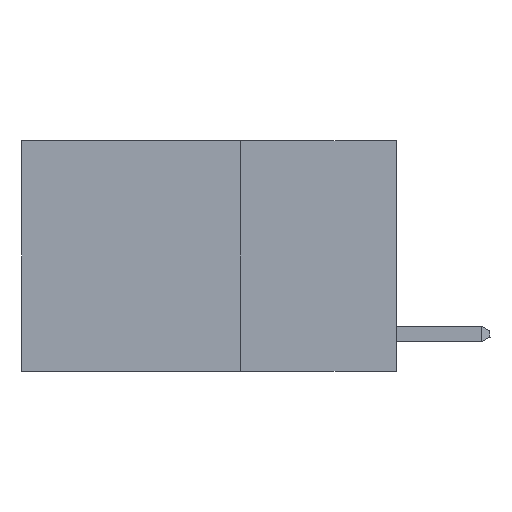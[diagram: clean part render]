
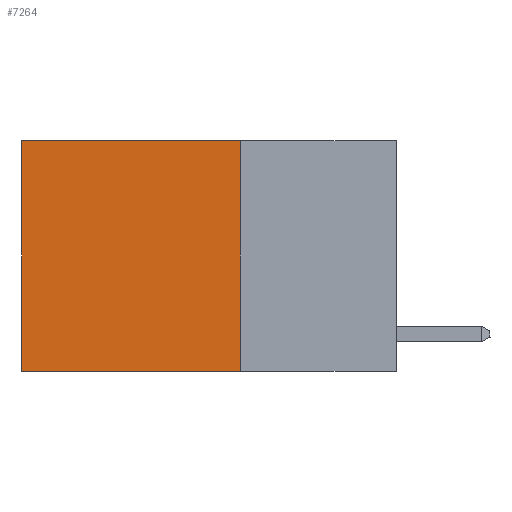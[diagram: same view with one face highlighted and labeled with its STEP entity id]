
A CAD part, left-side view. The second image highlights one B-rep face of the part: STEP entity #7264.
In plain terms, the highlighted planar face has unit normal (-1, 0, 0).
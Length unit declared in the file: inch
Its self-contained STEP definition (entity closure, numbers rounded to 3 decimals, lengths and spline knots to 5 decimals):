
#45 = PLANE ( 'NONE',  #10475 ) ;
#562 = LINE ( 'NONE', #11440, #5013 ) ;
#714 = VECTOR ( 'NONE', #12413, 39.37008 ) ;
#821 = EDGE_CURVE ( 'NONE', #8513, #7148, #3507, .T. ) ;
#1111 = DIRECTION ( 'NONE',  ( 0., 0., -1. ) ) ;
#2402 = CARTESIAN_POINT ( 'NONE',  ( 0.2625, 0.6, 0. ) ) ;
#3041 = VERTEX_POINT ( 'NONE', #8356 ) ;
#3066 = EDGE_CURVE ( 'NONE', #12192, #7148, #11814, .T. ) ;
#3507 = LINE ( 'NONE', #10363, #5313 ) ;
#3584 = EDGE_LOOP ( 'NONE', ( #5165, #5749, #6805, #9237 ) ) ;
#3874 = CARTESIAN_POINT ( 'NONE',  ( 0.2625, 0.6, 0. ) ) ;
#3989 = DIRECTION ( 'NONE',  ( 1., 0., 0. ) ) ;
#4843 = DIRECTION ( 'NONE',  ( 0., 0., -1. ) ) ;
#5013 = VECTOR ( 'NONE', #7519, 39.37008 ) ;
#5165 = ORIENTED_EDGE ( 'NONE', *, *, #3066, .T. ) ;
#5248 = DIRECTION ( 'NONE',  ( 0., 1., 0. ) ) ;
#5313 = VECTOR ( 'NONE', #5248, 39.37008 ) ;
#5689 = CARTESIAN_POINT ( 'NONE',  ( 0.2625, 0.6, -0.37 ) ) ;
#5749 = ORIENTED_EDGE ( 'NONE', *, *, #821, .F. ) ;
#6218 = EDGE_CURVE ( 'NONE', #3041, #8513, #562, .T. ) ;
#6805 = ORIENTED_EDGE ( 'NONE', *, *, #6218, .F. ) ;
#7148 = VERTEX_POINT ( 'NONE', #5689 ) ;
#7264 = ADVANCED_FACE ( 'NONE', ( #8889 ), #45, .F. ) ;
#7519 = DIRECTION ( 'NONE',  ( 0., 0., -1. ) ) ;
#8315 = LINE ( 'NONE', #12349, #714 ) ;
#8356 = CARTESIAN_POINT ( 'NONE',  ( 0.2625, 0.25, 0. ) ) ;
#8513 = VERTEX_POINT ( 'NONE', #10222 ) ;
#8826 = CARTESIAN_POINT ( 'NONE',  ( 0.2625, 0.25, 0. ) ) ;
#8889 = FACE_OUTER_BOUND ( 'NONE', #3584, .T. ) ;
#9237 = ORIENTED_EDGE ( 'NONE', *, *, #12093, .T. ) ;
#10222 = CARTESIAN_POINT ( 'NONE',  ( 0.2625, 0.25, -0.37 ) ) ;
#10363 = CARTESIAN_POINT ( 'NONE',  ( 0.2625, 0.25, -0.37 ) ) ;
#10475 = AXIS2_PLACEMENT_3D ( 'NONE', #8826, #3989, #4843 ) ;
#11042 = VECTOR ( 'NONE', #1111, 39.37008 ) ;
#11440 = CARTESIAN_POINT ( 'NONE',  ( 0.2625, 0.25, 0. ) ) ;
#11814 = LINE ( 'NONE', #3874, #11042 ) ;
#12093 = EDGE_CURVE ( 'NONE', #3041, #12192, #8315, .T. ) ;
#12192 = VERTEX_POINT ( 'NONE', #2402 ) ;
#12349 = CARTESIAN_POINT ( 'NONE',  ( 0.2625, 0.25, 0. ) ) ;
#12413 = DIRECTION ( 'NONE',  ( 0., 1., 0. ) ) ;
